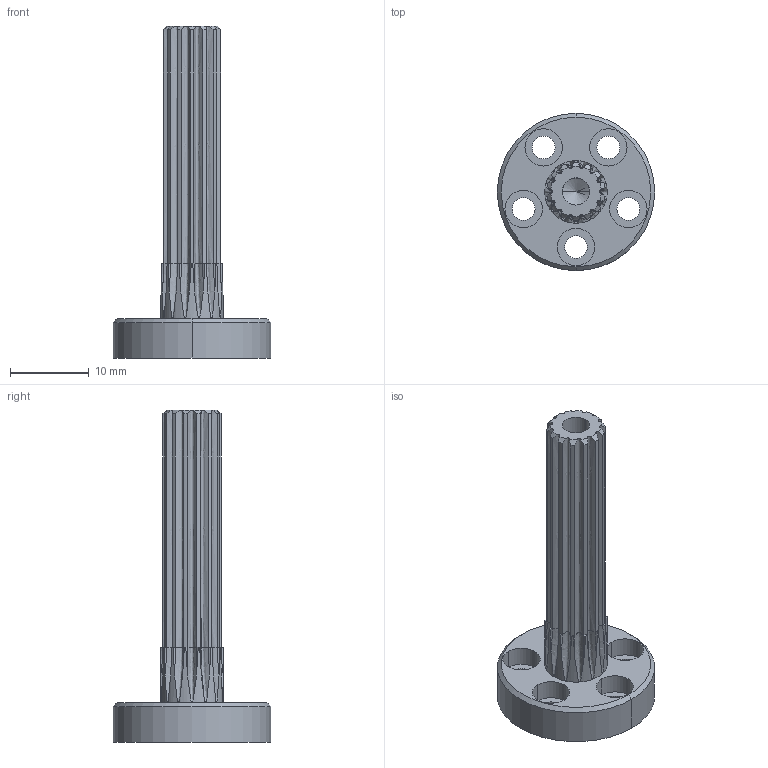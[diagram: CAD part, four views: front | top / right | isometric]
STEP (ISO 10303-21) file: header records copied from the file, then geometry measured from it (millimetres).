
FILE_DESCRIPTION (( 'STEP AP214' ), '1' );
FILE_NAME ('217-6515-200 Rev6.STEP', '2019-11-21T21:38:17', ( '' ), ( '' ), 'SwSTEP 2.0', 'SolidWorks 2017', '' );
FILE_SCHEMA (( 'AUTOMOTIVE_DESIGN' ));
Length unit declared in the file: millimetre
Products named in the file (3): 217-6515-200 Rev6; 217-6515-201 Rev6; 217-6515-202 Rev7
Assembly tree (2 placements, depth 2):
  217-6515-200 Rev6
    217-6515-201 Rev6
    217-6515-202 Rev7
Bounding box: 20 x 20 x 42.2 mm (x, y, z)
Volume: 2429.7 mm3; surface area: 2902.9 mm2
Topology: 2 solids, 2 shells, 154 faces, 360 edges, 217 vertices
Faces by surface type: cone 52, cylinder 48, bspline 28, plane 26
Entity records: 9068 total; most frequent: CARTESIAN_POINT 5584, ORIENTED_EDGE 716, DIRECTION 678, EDGE_CURVE 358, AXIS2_PLACEMENT_3D 289, VERTEX_POINT 217, EDGE_LOOP 175, CIRCLE 158
